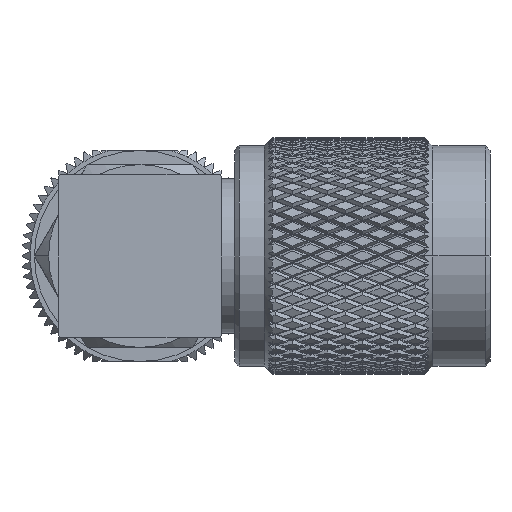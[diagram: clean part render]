
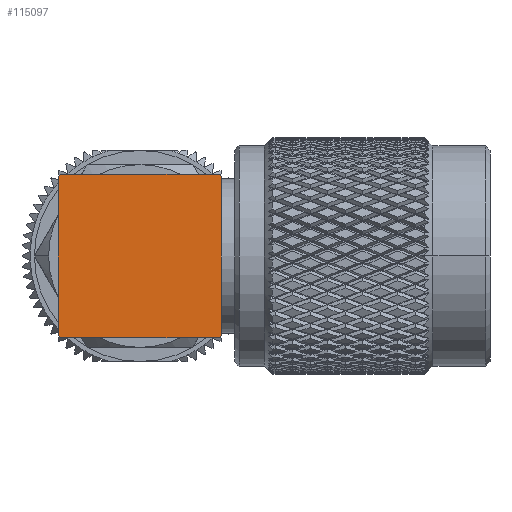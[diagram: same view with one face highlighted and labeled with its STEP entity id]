
A CAD part, left-side view. The second image highlights one B-rep face of the part: STEP entity #115097.
In plain terms, the highlighted face is planar.
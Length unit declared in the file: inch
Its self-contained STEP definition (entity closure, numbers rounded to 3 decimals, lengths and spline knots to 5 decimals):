
#2067 = ORIENTED_EDGE ( 'NONE', *, *, #105246, .F. ) ;
#2371 = LINE ( 'NONE', #107371, #15152 ) ;
#3494 = ORIENTED_EDGE ( 'NONE', *, *, #46760, .T. ) ;
#6290 = VERTEX_POINT ( 'NONE', #65521 ) ;
#7005 = VERTEX_POINT ( 'NONE', #111815 ) ;
#7048 = CIRCLE ( 'NONE', #41877, 0.008 ) ;
#8771 = CARTESIAN_POINT ( 'NONE',  ( 0.649, 0.197, 0.197 ) ) ;
#8834 = DIRECTION ( 'NONE',  ( 0., 1., 0. ) ) ;
#9746 = VERTEX_POINT ( 'NONE', #25117 ) ;
#12733 = CARTESIAN_POINT ( 'NONE',  ( 0.649, 0.197, -0.197 ) ) ;
#15152 = VECTOR ( 'NONE', #34976, 39.37008 ) ;
#17923 = CARTESIAN_POINT ( 'NONE',  ( 1.035, 0.197, 0.189 ) ) ;
#18051 = CARTESIAN_POINT ( 'NONE',  ( 1.035, 0.197, -0.189 ) ) ;
#20414 = VERTEX_POINT ( 'NONE', #100389 ) ;
#21271 = VERTEX_POINT ( 'NONE', #26073 ) ;
#21357 = VECTOR ( 'NONE', #109528, 39.37008 ) ;
#25117 = CARTESIAN_POINT ( 'NONE',  ( 1.043, 0.197, 0.189 ) ) ;
#26073 = CARTESIAN_POINT ( 'NONE',  ( 1.035, 0.197, -0.197 ) ) ;
#27718 = VECTOR ( 'NONE', #48550, 39.37008 ) ;
#32802 = EDGE_CURVE ( 'NONE', #56783, #103021, #2371, .T. ) ;
#34124 = VECTOR ( 'NONE', #83923, 39.37008 ) ;
#34976 = DIRECTION ( 'NONE',  ( 0., 0., -1. ) ) ;
#36982 = LINE ( 'NONE', #38619, #34124 ) ;
#37401 = DIRECTION ( 'NONE',  ( 0., -1., 0. ) ) ;
#38251 = EDGE_CURVE ( 'NONE', #6290, #9746, #92723, .T. ) ;
#38619 = CARTESIAN_POINT ( 'NONE',  ( 1.043, 0.197, 0.197 ) ) ;
#39238 = AXIS2_PLACEMENT_3D ( 'NONE', #8771, #37401, #53742 ) ;
#40420 = DIRECTION ( 'NONE',  ( 0., 1., 0. ) ) ;
#41877 = AXIS2_PLACEMENT_3D ( 'NONE', #18051, #108749, #100357 ) ;
#46760 = EDGE_CURVE ( 'NONE', #9746, #78363, #36982, .T. ) ;
#48300 = ORIENTED_EDGE ( 'NONE', *, *, #32802, .F. ) ;
#48550 = DIRECTION ( 'NONE',  ( 1., 0., 0. ) ) ;
#50431 = CIRCLE ( 'NONE', #90643, 0.008 ) ;
#50651 = ORIENTED_EDGE ( 'NONE', *, *, #38251, .T. ) ;
#51915 = LINE ( 'NONE', #12733, #27718 ) ;
#53742 = DIRECTION ( 'NONE',  ( 0., 0., -1. ) ) ;
#56783 = VERTEX_POINT ( 'NONE', #86013 ) ;
#57840 = ORIENTED_EDGE ( 'NONE', *, *, #86785, .T. ) ;
#60778 = CARTESIAN_POINT ( 'NONE',  ( 0.649, 0.197, -0.189 ) ) ;
#65207 = AXIS2_PLACEMENT_3D ( 'NONE', #17923, #116976, #81143 ) ;
#65521 = CARTESIAN_POINT ( 'NONE',  ( 1.035, 0.197, 0.197 ) ) ;
#72074 = DIRECTION ( 'NONE',  ( 0., 0., -1. ) ) ;
#73056 = ORIENTED_EDGE ( 'NONE', *, *, #80390, .T. ) ;
#75452 = DIRECTION ( 'NONE',  ( 0., 0., -1. ) ) ;
#78363 = VERTEX_POINT ( 'NONE', #101778 ) ;
#80092 = CIRCLE ( 'NONE', #82409, 0.008 ) ;
#80390 = EDGE_CURVE ( 'NONE', #7005, #6290, #106659, .T. ) ;
#81143 = DIRECTION ( 'NONE',  ( 0., 0., -1. ) ) ;
#82409 = AXIS2_PLACEMENT_3D ( 'NONE', #117023, #8834, #72074 ) ;
#83923 = DIRECTION ( 'NONE',  ( 0., 0., -1. ) ) ;
#84587 = CARTESIAN_POINT ( 'NONE',  ( 0.657, 0.197, 0.189 ) ) ;
#86013 = CARTESIAN_POINT ( 'NONE',  ( 0.649, 0.197, 0.189 ) ) ;
#86785 = EDGE_CURVE ( 'NONE', #56783, #7005, #50431, .T. ) ;
#90643 = AXIS2_PLACEMENT_3D ( 'NONE', #84587, #40420, #75452 ) ;
#91209 = ORIENTED_EDGE ( 'NONE', *, *, #113270, .T. ) ;
#92723 = CIRCLE ( 'NONE', #65207, 0.008 ) ;
#95137 = ORIENTED_EDGE ( 'NONE', *, *, #116927, .T. ) ;
#100357 = DIRECTION ( 'NONE',  ( 0., 0., -1. ) ) ;
#100389 = CARTESIAN_POINT ( 'NONE',  ( 0.657, 0.197, -0.197 ) ) ;
#101547 = CARTESIAN_POINT ( 'NONE',  ( 0.649, 0.197, 0.197 ) ) ;
#101778 = CARTESIAN_POINT ( 'NONE',  ( 1.043, 0.197, -0.189 ) ) ;
#103021 = VERTEX_POINT ( 'NONE', #60778 ) ;
#105246 = EDGE_CURVE ( 'NONE', #20414, #21271, #51915, .T. ) ;
#105437 = FACE_OUTER_BOUND ( 'NONE', #109990, .T. ) ;
#106659 = LINE ( 'NONE', #101547, #21357 ) ;
#107371 = CARTESIAN_POINT ( 'NONE',  ( 0.649, 0.197, 0.197 ) ) ;
#108749 = DIRECTION ( 'NONE',  ( 0., 1., 0. ) ) ;
#109528 = DIRECTION ( 'NONE',  ( 1., 0., 0. ) ) ;
#109990 = EDGE_LOOP ( 'NONE', ( #73056, #50651, #3494, #95137, #2067, #91209, #48300, #57840 ) ) ;
#111815 = CARTESIAN_POINT ( 'NONE',  ( 0.657, 0.197, 0.197 ) ) ;
#113270 = EDGE_CURVE ( 'NONE', #20414, #103021, #80092, .T. ) ;
#115097 = ADVANCED_FACE ( 'NONE', ( #105437 ), #117353, .F. ) ;
#116927 = EDGE_CURVE ( 'NONE', #78363, #21271, #7048, .T. ) ;
#116976 = DIRECTION ( 'NONE',  ( 0., 1., 0. ) ) ;
#117023 = CARTESIAN_POINT ( 'NONE',  ( 0.657, 0.197, -0.189 ) ) ;
#117353 = PLANE ( 'NONE',  #39238 ) ;
